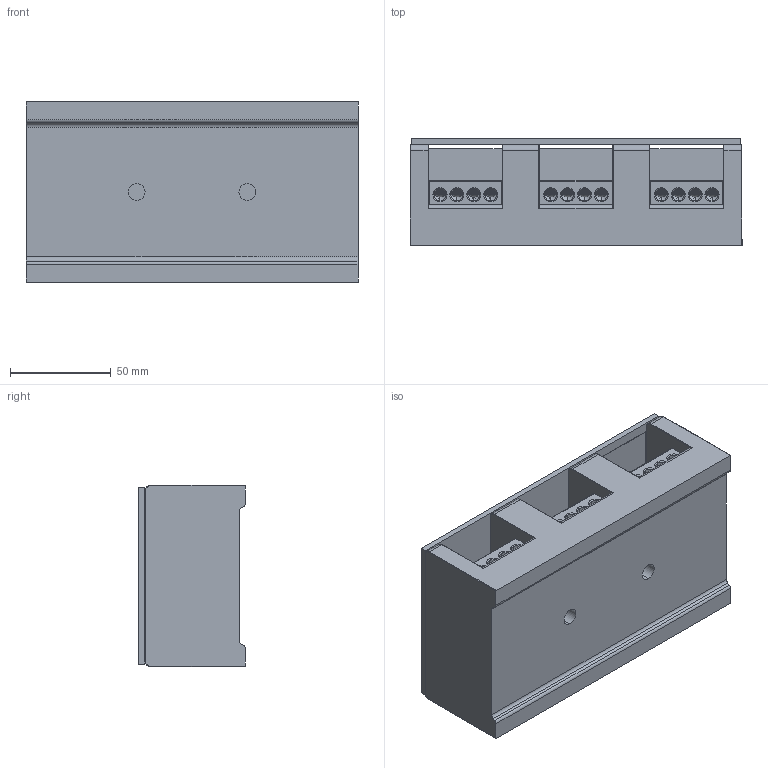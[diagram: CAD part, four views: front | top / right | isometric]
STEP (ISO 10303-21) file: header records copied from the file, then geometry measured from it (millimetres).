
FILE_DESCRIPTION((''),'2;1');
FILE_NAME('UDJ-3003_4_10_ASM','2024-07-04T',('dell'),(''),'PRO/ENGINEER BY PARAMETRIC TECHNOLOGY CORPORATION, 2013230','PRO/ENGINEER BY PARAMETRIC TECHNOLOGY CORPORATION, 2013230','');
FILE_SCHEMA(('AUTOMOTIVE_DESIGN { 1 0 10303 214 1 1 1 1 }'));
Products named in the file (6): BREP_WITH_VOIDS_97983; MANIFOLD_SOLID_BREP_100769; MANIFOLD_SOLID_BREP_103546; MANIFOLD_SOLID_BREP_106318; ASM7_ASM_1_ASM; UDJ-3003_4_10_ASM
Assembly tree (5 placements, depth 3):
  UDJ-3003_4_10_ASM
    ASM7_ASM_1_ASM
      BREP_WITH_VOIDS_97983
      MANIFOLD_SOLID_BREP_100769
      MANIFOLD_SOLID_BREP_103546
      MANIFOLD_SOLID_BREP_106318
Bounding box: 165 x 53 x 90 mm (x, y, z)
Volume: 525085.6 mm3; surface area: 120562.3 mm2
Topology: 4 solids, 24 shells, 2438 faces, 7195 edges, 4616 vertices
Faces by surface type: plane 1464, cylinder 553, bspline 204, cone 162, torus 28, sphere 26, extrusion 1
Entity records: 114631 total; most frequent: CARTESIAN_POINT 52536, ORIENTED_EDGE 14230, DIRECTION 10968, EDGE_CURVE 7115, VERTEX_POINT 4616, VECTOR 4538, LINE 4537, AXIS2_PLACEMENT_3D 3215
